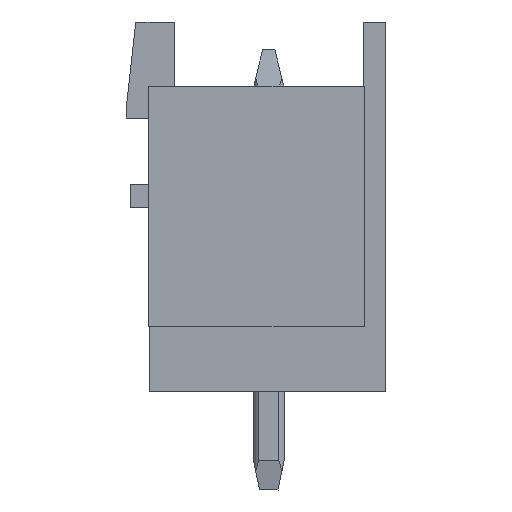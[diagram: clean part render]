
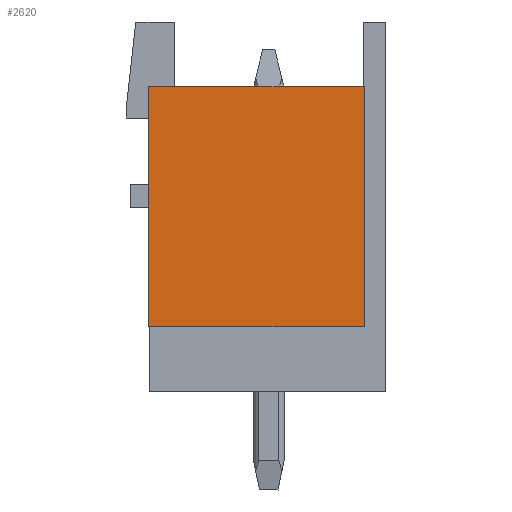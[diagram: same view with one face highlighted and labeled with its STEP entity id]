
A CAD part, left-side view. The second image highlights one B-rep face of the part: STEP entity #2620.
In plain terms, the highlighted planar face has unit normal (-1, 0, 0).
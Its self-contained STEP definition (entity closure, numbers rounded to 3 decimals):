
#2612=AXIS2_PLACEMENT_3D('Plane Axis2P3D',#2609,#2610,#2611) ;
#1936=CARTESIAN_POINT('Vertex',(0.,0.7,5.3)) ;
#1978=CARTESIAN_POINT('Vertex',(0.,0.7,13.1)) ;
#1981=CARTESIAN_POINT('Line Origine',(0.,0.7,9.2)) ;
#2475=CARTESIAN_POINT('Line Origine',(0.,7.7,9.2)) ;
#2479=CARTESIAN_POINT('Vertex',(0.,7.7,5.3)) ;
#2481=CARTESIAN_POINT('Vertex',(0.,7.7,13.1)) ;
#2546=CARTESIAN_POINT('Line Origine',(0.,4.2,5.3)) ;
#2597=CARTESIAN_POINT('Line Origine',(0.,4.2,13.1)) ;
#2609=CARTESIAN_POINT('Axis2P3D Location',(0.,0.,13.1)) ;
#1982=DIRECTION('Vector Direction',(0.,0.,-1.)) ;
#2476=DIRECTION('Vector Direction',(0.,0.,-1.)) ;
#2547=DIRECTION('Vector Direction',(0.,1.,0.)) ;
#2598=DIRECTION('Vector Direction',(0.,1.,0.)) ;
#2610=DIRECTION('Axis2P3D Direction',(1.,-0.,0.)) ;
#2611=DIRECTION('Axis2P3D XDirection',(0.,0.,-1.)) ;
#1983=VECTOR('Line Direction',#1982,1.) ;
#2477=VECTOR('Line Direction',#2476,1.) ;
#2548=VECTOR('Line Direction',#2547,1.) ;
#2599=VECTOR('Line Direction',#2598,1.) ;
#2615=ORIENTED_EDGE('',*,*,#2550,.F.) ;
#2616=ORIENTED_EDGE('',*,*,#1985,.T.) ;
#2617=ORIENTED_EDGE('',*,*,#2601,.T.) ;
#2618=ORIENTED_EDGE('',*,*,#2483,.F.) ;
#2620=ADVANCED_FACE('Housing',(#2619),#2613,.F.) ;
#1985=EDGE_CURVE('',#1937,#1979,#1984,.F.) ;
#2483=EDGE_CURVE('',#2480,#2482,#2478,.F.) ;
#2550=EDGE_CURVE('',#1937,#2480,#2549,.T.) ;
#2601=EDGE_CURVE('',#1979,#2482,#2600,.T.) ;
#2614=EDGE_LOOP('',(#2615,#2616,#2617,#2618)) ;
#2619=FACE_OUTER_BOUND('',#2614,.T.) ;
#1984=LINE('Line',#1981,#1983) ;
#2478=LINE('Line',#2475,#2477) ;
#2549=LINE('Line',#2546,#2548) ;
#2600=LINE('Line',#2597,#2599) ;
#2613=PLANE('',#2612) ;
#1937=VERTEX_POINT('',#1936) ;
#1979=VERTEX_POINT('',#1978) ;
#2480=VERTEX_POINT('',#2479) ;
#2482=VERTEX_POINT('',#2481) ;
